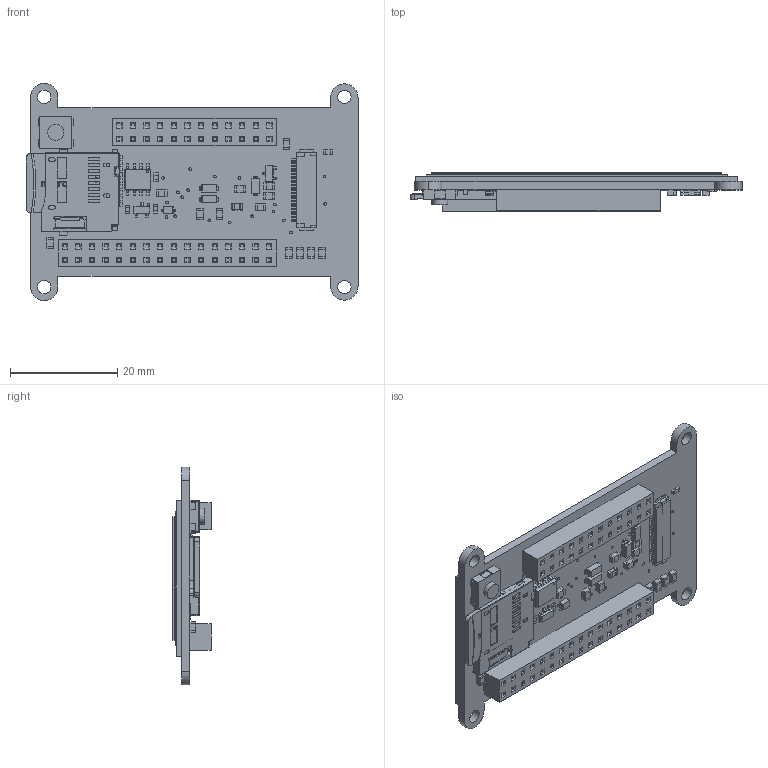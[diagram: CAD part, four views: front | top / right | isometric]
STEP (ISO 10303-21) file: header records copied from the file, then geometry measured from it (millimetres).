
FILE_DESCRIPTION(/* description */ (''),/* implementation_level */ '2;1');
FILE_NAME(/* name */ '2in eInk FeatherWing.step',/* time_stamp */ '2019-03-08T08:48:13-05:00',/* author */ ('Noe Ruiz'),/* organization */ (''),/* preprocessor_version */ 'ST-DEVELOPER v17.2',/* originating_system */ 'Autodesk Translation Framework v7.6.0.251',/* authorisation */ '');
FILE_SCHEMA (('AUTOMOTIVE_DESIGN { 1 0 10303 214 3 1 1 }'));
Products named in the file (19): 2.13in eInk Under FeatherWing Rev B; PCB Component; Board; 1uF/10V; 23K640-I/SN; .47ohm; MICROSD; EINK_EPD0231; MBR0530; 47uH; IRLML0100; AXP803; 100K; 1N4148; 6mm SMT; FPC-connector-24pin v3; 2x12 short female v1; 2x16 short female v1; decal
Assembly tree (34 placements, depth 3):
  2.13in eInk Under FeatherWing Rev B
    PCB Component
      Board
      1uF/10V  x11
      23K640-I/SN
      .47ohm  x2
      MICROSD
      EINK_EPD0231
      MBR0530  x3
      47uH
      IRLML0100
      AXP803
      100K  x4
      1N4148
      6mm SMT
      FPC-connector-24pin v3
      2x12 short female v1
      2x16 short female v1
      decal
Bounding box: 61.82 x 7.1 x 40.51 mm (x, y, z)
Volume: 7430.6 mm3; surface area: 14367.2 mm2
Topology: 42 solids, 42 shells, 2322 faces, 6261 edges, 4036 vertices
Faces by surface type: plane 1972, cylinder 331, sphere 16, cone 3
Full cylindrical faces by diameter (mm): 0.5 x37, 0.8 x2, 2.5 x4, 3 x1
Entity records: 65124 total; most frequent: CARTESIAN_POINT 11281, ORIENTED_EDGE 11124, DIRECTION 10432, EDGE_CURVE 5562, LINE 4918, VECTOR 4918, VERTEX_POINT 3580, AXIS2_PLACEMENT_3D 2757
